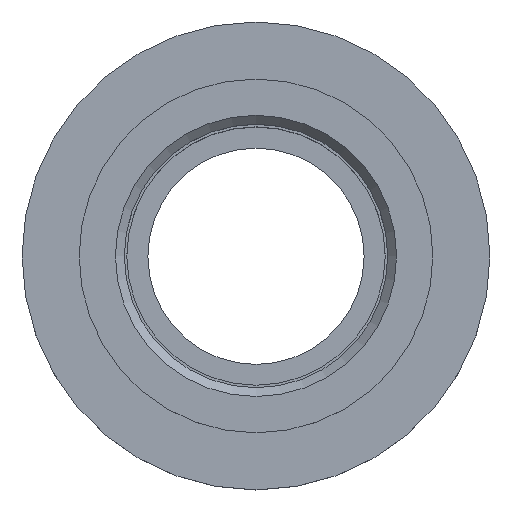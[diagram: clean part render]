
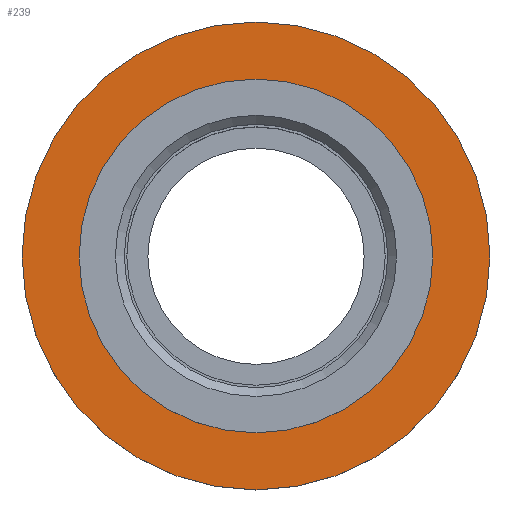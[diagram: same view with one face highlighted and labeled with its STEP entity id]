
A CAD part, top view. The second image highlights one B-rep face of the part: STEP entity #239.
In plain terms, the highlighted planar face has unit normal (0, 0, 1).
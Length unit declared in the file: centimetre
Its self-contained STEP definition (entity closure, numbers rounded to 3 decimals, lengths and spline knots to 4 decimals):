
#110=PLANE('',#264);
#122=VERTEX_POINT('',#347);
#123=VERTEX_POINT('',#350);
#135=CIRCLE('',#263,18.5);
#136=CIRCLE('',#265,13.9875);
#148=EDGE_CURVE('',#122,#122,#135,.T.);
#149=EDGE_CURVE('',#123,#123,#136,.T.);
#172=ORIENTED_EDGE('',*,*,#149,.F.);
#173=ORIENTED_EDGE('',*,*,#148,.T.);
#198=EDGE_LOOP('',(#172));
#199=EDGE_LOOP('',(#173));
#224=FACE_BOUND('',#198,.T.);
#225=FACE_BOUND('',#199,.T.);
#239=ADVANCED_FACE('',(#224,#225),#110,.T.);
#263=AXIS2_PLACEMENT_3D('',#346,#306,#307);
#264=AXIS2_PLACEMENT_3D('',#348,#308,$);
#265=AXIS2_PLACEMENT_3D('',#349,#309,#310);
#306=DIRECTION('',(0.,0.,1.));
#307=DIRECTION('',(0.,18.5,0.));
#308=DIRECTION('',(0.,0.,1.));
#309=DIRECTION('',(0.,0.,1.));
#310=DIRECTION('',(0.,13.988,0.));
#346=CARTESIAN_POINT('',(0.,0.,-1.));
#347=CARTESIAN_POINT('',(0.,18.5,-1.));
#348=CARTESIAN_POINT('',(0.,16.2438,-1.));
#349=CARTESIAN_POINT('',(0.,0.,-1.));
#350=CARTESIAN_POINT('',(0.,13.9875,-1.));
